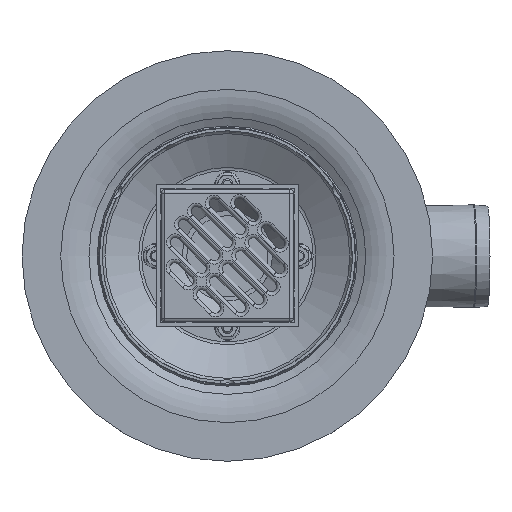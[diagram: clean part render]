
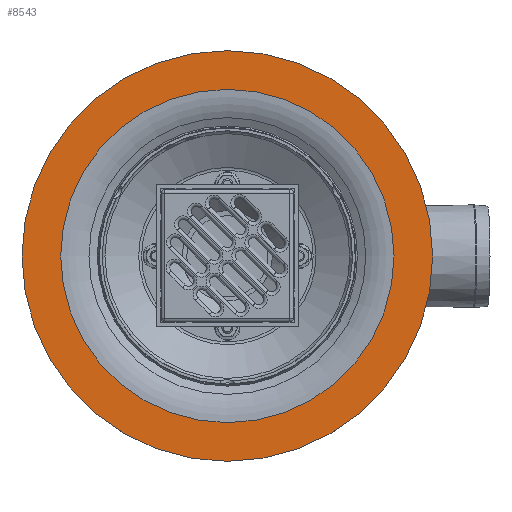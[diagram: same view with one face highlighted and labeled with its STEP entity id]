
A CAD part, top view. The second image highlights one B-rep face of the part: STEP entity #8543.
In plain terms, the highlighted planar face has unit normal (0, 0, 1).
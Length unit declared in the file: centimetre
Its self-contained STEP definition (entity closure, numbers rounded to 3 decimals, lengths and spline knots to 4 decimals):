
#386=FACE_BOUND('',#1260,.T.);
#476=PLANE('',#9163);
#674=FACE_OUTER_BOUND('',#1259,.T.);
#1259=EDGE_LOOP('',(#5790));
#1260=EDGE_LOOP('',(#5791));
#3044=CIRCLE('',#9134,146.);
#3061=CIRCLE('',#9161,118.5);
#3659=VERTEX_POINT('',#13292);
#3673=VERTEX_POINT('',#13337);
#4446=EDGE_CURVE('',#3659,#3659,#3044,.T.);
#4466=EDGE_CURVE('',#3673,#3673,#3061,.T.);
#5790=ORIENTED_EDGE('',*,*,#4446,.F.);
#5791=ORIENTED_EDGE('',*,*,#4466,.T.);
#8543=ADVANCED_FACE('',(#674,#386),#476,.T.);
#9134=AXIS2_PLACEMENT_3D('',#13294,#10336,#10337);
#9161=AXIS2_PLACEMENT_3D('',#13338,#10393,#10394);
#9163=AXIS2_PLACEMENT_3D('',#13340,#10397,#10398);
#10336=DIRECTION('center_axis',(0.,0.,-1.));
#10337=DIRECTION('ref_axis',(1.,0.,0.));
#10393=DIRECTION('center_axis',(0.,0.,-1.));
#10394=DIRECTION('ref_axis',(1.,0.,0.));
#10397=DIRECTION('center_axis',(0.,0.,1.));
#10398=DIRECTION('ref_axis',(0.,-1.,0.));
#13292=CARTESIAN_POINT('',(325.363,170.9954,49.4324));
#13294=CARTESIAN_POINT('Origin',(179.363,170.9954,49.4324));
#13337=CARTESIAN_POINT('',(179.363,52.4954,49.4324));
#13338=CARTESIAN_POINT('Origin',(179.363,170.9954,49.4324));
#13340=CARTESIAN_POINT('Origin',(33.363,170.9954,49.4324));
